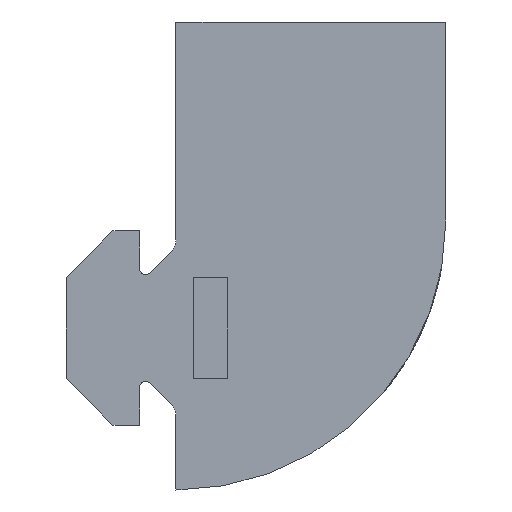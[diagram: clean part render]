
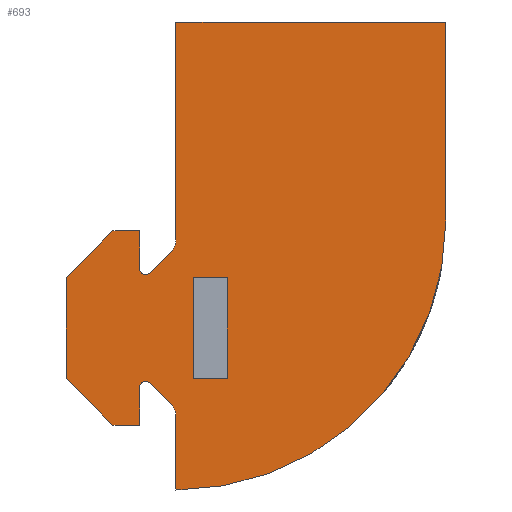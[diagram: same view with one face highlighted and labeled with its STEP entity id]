
A CAD part, front view. The second image highlights one B-rep face of the part: STEP entity #693.
In plain terms, the highlighted planar face has unit normal (0, -1, 0).
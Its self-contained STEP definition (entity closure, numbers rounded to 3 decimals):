
#33=FACE_BOUND('',#118,.T.);
#45=CIRCLE('',#755,15.);
#46=CIRCLE('',#757,0.707);
#47=CIRCLE('',#758,0.3);
#48=CIRCLE('',#759,0.3);
#49=CIRCLE('',#760,0.707);
#73=FACE_OUTER_BOUND('',#117,.T.);
#117=EDGE_LOOP('',(#534,#535,#536,#537,#538,#539,#540,#541,#542,#543,#544,
#545,#546,#547,#548,#549,#550,#551,#552));
#118=EDGE_LOOP('',(#553,#554,#555,#556));
#138=LINE('',#979,#214);
#142=LINE('',#989,#218);
#145=LINE('',#995,#221);
#148=LINE('',#1002,#224);
#166=LINE('',#1093,#242);
#171=LINE('',#1103,#247);
#175=LINE('',#1116,#251);
#176=LINE('',#1118,#252);
#177=LINE('',#1122,#253);
#178=LINE('',#1126,#254);
#179=LINE('',#1128,#255);
#180=LINE('',#1130,#256);
#181=LINE('',#1132,#257);
#182=LINE('',#1134,#258);
#183=LINE('',#1136,#259);
#184=LINE('',#1138,#260);
#185=LINE('',#1142,#261);
#186=LINE('',#1145,#262);
#214=VECTOR('',#787,10.);
#218=VECTOR('',#795,10.);
#221=VECTOR('',#800,10.);
#224=VECTOR('',#807,10.);
#242=VECTOR('',#861,10.);
#247=VECTOR('',#870,10.);
#251=VECTOR('',#884,10.);
#252=VECTOR('',#885,10.);
#253=VECTOR('',#888,10.);
#254=VECTOR('',#891,10.);
#255=VECTOR('',#892,10.);
#256=VECTOR('',#893,10.);
#257=VECTOR('',#894,10.);
#258=VECTOR('',#895,10.);
#259=VECTOR('',#896,10.);
#260=VECTOR('',#897,10.);
#261=VECTOR('',#900,10.);
#262=VECTOR('',#903,10.);
#290=VERTEX_POINT('',#977);
#291=VERTEX_POINT('',#978);
#295=VERTEX_POINT('',#988);
#297=VERTEX_POINT('',#994);
#317=VERTEX_POINT('',#1090);
#318=VERTEX_POINT('',#1092);
#321=VERTEX_POINT('',#1101);
#324=VERTEX_POINT('',#1111);
#325=VERTEX_POINT('',#1115);
#326=VERTEX_POINT('',#1117);
#327=VERTEX_POINT('',#1119);
#328=VERTEX_POINT('',#1121);
#329=VERTEX_POINT('',#1123);
#330=VERTEX_POINT('',#1125);
#331=VERTEX_POINT('',#1127);
#332=VERTEX_POINT('',#1129);
#333=VERTEX_POINT('',#1131);
#334=VERTEX_POINT('',#1133);
#335=VERTEX_POINT('',#1135);
#336=VERTEX_POINT('',#1137);
#337=VERTEX_POINT('',#1139);
#338=VERTEX_POINT('',#1141);
#339=VERTEX_POINT('',#1143);
#355=EDGE_CURVE('',#290,#291,#138,.T.);
#360=EDGE_CURVE('',#295,#290,#142,.T.);
#363=EDGE_CURVE('',#297,#295,#145,.T.);
#367=EDGE_CURVE('',#291,#297,#148,.T.);
#394=EDGE_CURVE('',#318,#317,#166,.T.);
#399=EDGE_CURVE('',#317,#321,#171,.T.);
#403=EDGE_CURVE('',#318,#324,#45,.T.);
#405=EDGE_CURVE('',#325,#321,#175,.T.);
#406=EDGE_CURVE('',#325,#326,#176,.T.);
#407=EDGE_CURVE('',#326,#327,#46,.T.);
#408=EDGE_CURVE('',#327,#328,#177,.T.);
#409=EDGE_CURVE('',#328,#329,#47,.T.);
#410=EDGE_CURVE('',#329,#330,#178,.T.);
#411=EDGE_CURVE('',#330,#331,#179,.T.);
#412=EDGE_CURVE('',#331,#332,#180,.T.);
#413=EDGE_CURVE('',#332,#333,#181,.T.);
#414=EDGE_CURVE('',#333,#334,#182,.T.);
#415=EDGE_CURVE('',#334,#335,#183,.T.);
#416=EDGE_CURVE('',#335,#336,#184,.T.);
#417=EDGE_CURVE('',#336,#337,#48,.T.);
#418=EDGE_CURVE('',#337,#338,#185,.T.);
#419=EDGE_CURVE('',#338,#339,#49,.T.);
#420=EDGE_CURVE('',#339,#324,#186,.T.);
#534=ORIENTED_EDGE('',*,*,#403,.F.);
#535=ORIENTED_EDGE('',*,*,#394,.T.);
#536=ORIENTED_EDGE('',*,*,#399,.T.);
#537=ORIENTED_EDGE('',*,*,#405,.F.);
#538=ORIENTED_EDGE('',*,*,#406,.T.);
#539=ORIENTED_EDGE('',*,*,#407,.T.);
#540=ORIENTED_EDGE('',*,*,#408,.T.);
#541=ORIENTED_EDGE('',*,*,#409,.T.);
#542=ORIENTED_EDGE('',*,*,#410,.T.);
#543=ORIENTED_EDGE('',*,*,#411,.T.);
#544=ORIENTED_EDGE('',*,*,#412,.T.);
#545=ORIENTED_EDGE('',*,*,#413,.T.);
#546=ORIENTED_EDGE('',*,*,#414,.T.);
#547=ORIENTED_EDGE('',*,*,#415,.T.);
#548=ORIENTED_EDGE('',*,*,#416,.T.);
#549=ORIENTED_EDGE('',*,*,#417,.T.);
#550=ORIENTED_EDGE('',*,*,#418,.T.);
#551=ORIENTED_EDGE('',*,*,#419,.T.);
#552=ORIENTED_EDGE('',*,*,#420,.T.);
#553=ORIENTED_EDGE('',*,*,#355,.T.);
#554=ORIENTED_EDGE('',*,*,#367,.T.);
#555=ORIENTED_EDGE('',*,*,#363,.T.);
#556=ORIENTED_EDGE('',*,*,#360,.T.);
#659=PLANE('',#756);
#693=ADVANCED_FACE('',(#73,#33),#659,.F.);
#755=AXIS2_PLACEMENT_3D('',#1112,#879,#880);
#756=AXIS2_PLACEMENT_3D('',#1114,#882,#883);
#757=AXIS2_PLACEMENT_3D('',#1120,#886,#887);
#758=AXIS2_PLACEMENT_3D('',#1124,#889,#890);
#759=AXIS2_PLACEMENT_3D('',#1140,#898,#899);
#760=AXIS2_PLACEMENT_3D('',#1144,#901,#902);
#787=DIRECTION('',(0.,0.,-1.));
#795=DIRECTION('',(1.,0.,0.));
#800=DIRECTION('',(0.,0.,1.));
#807=DIRECTION('',(-1.,0.,0.));
#861=DIRECTION('',(0.,0.,1.));
#870=DIRECTION('',(-1.,0.,0.));
#879=DIRECTION('center_axis',(0.,1.,0.));
#880=DIRECTION('ref_axis',(0.707,0.,-0.707));
#882=DIRECTION('center_axis',(0.,1.,0.));
#883=DIRECTION('ref_axis',(1.,0.,0.));
#884=DIRECTION('',(0.,0.,1.));
#885=DIRECTION('',(0.,0.,-1.));
#886=DIRECTION('center_axis',(0.,1.,0.));
#887=DIRECTION('ref_axis',(1.,0.,0.));
#888=DIRECTION('',(-0.707,0.,-0.707));
#889=DIRECTION('center_axis',(0.,1.,0.));
#890=DIRECTION('ref_axis',(0.707,0.,-0.707));
#891=DIRECTION('',(0.,0.,1.));
#892=DIRECTION('',(-1.,0.,0.));
#893=DIRECTION('',(-0.707,0.,-0.707));
#894=DIRECTION('',(0.,0.,-1.));
#895=DIRECTION('',(0.707,0.,-0.707));
#896=DIRECTION('',(1.,0.,0.));
#897=DIRECTION('',(0.,0.,1.));
#898=DIRECTION('center_axis',(0.,1.,0.));
#899=DIRECTION('ref_axis',(-1.,0.,0.));
#900=DIRECTION('',(0.707,0.,-0.707));
#901=DIRECTION('center_axis',(0.,1.,0.));
#902=DIRECTION('ref_axis',(0.707,0.,0.707));
#903=DIRECTION('',(0.,0.,-1.));
#977=CARTESIAN_POINT('',(12.95,0.,2.8));
#978=CARTESIAN_POINT('',(12.95,0.,-2.8));
#979=CARTESIAN_POINT('',(12.95,0.,3.4));
#988=CARTESIAN_POINT('',(11.05,0.,2.8));
#989=CARTESIAN_POINT('',(12.8,0.,2.8));
#994=CARTESIAN_POINT('',(11.05,0.,-2.8));
#995=CARTESIAN_POINT('',(11.05,0.,0.6));
#1002=CARTESIAN_POINT('',(13.75,0.,-2.8));
#1090=CARTESIAN_POINT('',(25.1,0.,17.));
#1092=CARTESIAN_POINT('',(25.1,0.,6.));
#1093=CARTESIAN_POINT('',(25.1,0.,-9.));
#1101=CARTESIAN_POINT('',(10.1,0.,17.));
#1103=CARTESIAN_POINT('',(25.1,0.,17.));
#1111=CARTESIAN_POINT('',(10.1,0.,-9.));
#1112=CARTESIAN_POINT('Origin',(10.1,0.,6.));
#1114=CARTESIAN_POINT('Origin',(14.55,0.,4.));
#1115=CARTESIAN_POINT('',(10.1,0.,5.988));
#1116=CARTESIAN_POINT('',(10.1,0.,5.988));
#1117=CARTESIAN_POINT('',(10.1,0.,4.831));
#1118=CARTESIAN_POINT('',(10.1,0.,9.5));
#1119=CARTESIAN_POINT('',(9.893,0.,4.331));
#1120=CARTESIAN_POINT('Origin',(9.393,0.,4.831));
#1121=CARTESIAN_POINT('',(8.612,0.,3.051));
#1122=CARTESIAN_POINT('',(9.893,0.,4.331));
#1123=CARTESIAN_POINT('',(8.1,0.,3.263));
#1124=CARTESIAN_POINT('Origin',(8.4,0.,3.263));
#1125=CARTESIAN_POINT('',(8.1,0.,5.4));
#1126=CARTESIAN_POINT('',(8.1,0.,3.263));
#1127=CARTESIAN_POINT('',(6.602,0.,5.4));
#1128=CARTESIAN_POINT('',(8.1,0.,5.4));
#1129=CARTESIAN_POINT('',(4.,0.,2.798));
#1130=CARTESIAN_POINT('',(6.602,0.,5.4));
#1131=CARTESIAN_POINT('',(4.,0.,-2.798));
#1132=CARTESIAN_POINT('',(4.,0.,2.798));
#1133=CARTESIAN_POINT('',(6.602,0.,-5.4));
#1134=CARTESIAN_POINT('',(4.,0.,-2.798));
#1135=CARTESIAN_POINT('',(8.1,0.,-5.4));
#1136=CARTESIAN_POINT('',(6.602,0.,-5.4));
#1137=CARTESIAN_POINT('',(8.1,0.,-3.263));
#1138=CARTESIAN_POINT('',(8.1,0.,-5.4));
#1139=CARTESIAN_POINT('',(8.612,0.,-3.051));
#1140=CARTESIAN_POINT('Origin',(8.4,0.,-3.263));
#1141=CARTESIAN_POINT('',(9.893,0.,-4.331));
#1142=CARTESIAN_POINT('',(8.612,0.,-3.051));
#1143=CARTESIAN_POINT('',(10.1,0.,-4.831));
#1144=CARTESIAN_POINT('Origin',(9.393,0.,-4.831));
#1145=CARTESIAN_POINT('',(10.1,0.,-4.831));
